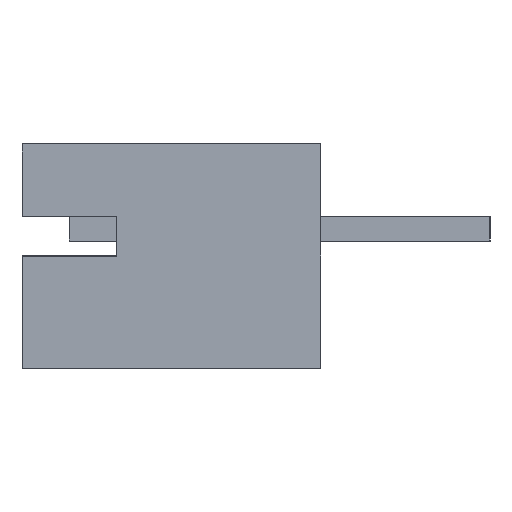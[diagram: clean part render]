
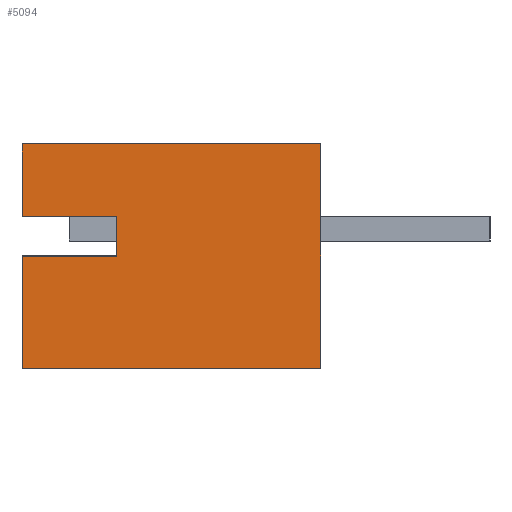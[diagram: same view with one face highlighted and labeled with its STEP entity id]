
A CAD part, left-side view. The second image highlights one B-rep face of the part: STEP entity #5094.
In plain terms, the highlighted planar face has unit normal (-1, 0, 0).
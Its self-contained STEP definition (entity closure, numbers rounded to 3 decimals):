
#410 = CARTESIAN_POINT ( 'NONE',  ( 14.95, 6., 3.05 ) ) ;
#416 = CARTESIAN_POINT ( 'NONE',  ( 14.95, 6., 4.5 ) ) ;
#443 = DIRECTION ( 'NONE',  ( 0., 0., -1. ) ) ;
#444 = VECTOR ( 'NONE', #443, 1000. ) ;
#445 = CARTESIAN_POINT ( 'NONE',  ( 14.95, 6., 3.05 ) ) ;
#446 = LINE ( 'NONE', #445, #444 ) ;
#461 = FACE_OUTER_BOUND ( 'NONE', #5041, .T. ) ;
#498 = DIRECTION ( 'NONE',  ( 0., 0., -1. ) ) ;
#499 = VECTOR ( 'NONE', #498, 1000. ) ;
#500 = CARTESIAN_POINT ( 'NONE',  ( 14.95, 6., 0. ) ) ;
#501 = LINE ( 'NONE', #500, #499 ) ;
#503 = DIRECTION ( 'NONE',  ( 0., 0., -1. ) ) ;
#504 = DIRECTION ( 'NONE',  ( 1., 0., 0. ) ) ;
#505 = CARTESIAN_POINT ( 'NONE',  ( 14.95, 6., 0. ) ) ;
#506 = AXIS2_PLACEMENT_3D ( 'NONE', #505, #504, #503 ) ;
#507 = PLANE ( 'NONE',  #506 ) ;
#526 = DIRECTION ( 'NONE',  ( 0., 1., 0. ) ) ;
#527 = VECTOR ( 'NONE', #526, 1000. ) ;
#528 = CARTESIAN_POINT ( 'NONE',  ( 14.95, 6., 2.25 ) ) ;
#529 = LINE ( 'NONE', #528, #527 ) ;
#574 = DIRECTION ( 'NONE',  ( 0., -1., 0. ) ) ;
#575 = VECTOR ( 'NONE', #574, 1000. ) ;
#576 = CARTESIAN_POINT ( 'NONE',  ( 14.95, 4.1, 3.05 ) ) ;
#577 = LINE ( 'NONE', #576, #575 ) ;
#588 = CARTESIAN_POINT ( 'NONE',  ( 14.95, 4.1, 3.05 ) ) ;
#594 = CARTESIAN_POINT ( 'NONE',  ( 14.95, 4.1, 2.25 ) ) ;
#708 = CARTESIAN_POINT ( 'NONE',  ( 14.95, 0., 0. ) ) ;
#713 = DIRECTION ( 'NONE',  ( 0., -1., 0. ) ) ;
#714 = VECTOR ( 'NONE', #713, 1000. ) ;
#715 = CARTESIAN_POINT ( 'NONE',  ( 14.95, 0., 0. ) ) ;
#716 = LINE ( 'NONE', #715, #714 ) ;
#717 = CARTESIAN_POINT ( 'NONE',  ( 14.95, 6., 0. ) ) ;
#730 = DIRECTION ( 'NONE',  ( 0., 0., -1. ) ) ;
#731 = VECTOR ( 'NONE', #730, 1000. ) ;
#732 = CARTESIAN_POINT ( 'NONE',  ( 14.95, 4.1, 2.25 ) ) ;
#733 = LINE ( 'NONE', #732, #731 ) ;
#739 = CARTESIAN_POINT ( 'NONE',  ( 14.95, 6., 2.25 ) ) ;
#3241 = EDGE_CURVE ( 'NONE', #5170, #7441, #7011, .T. ) ;
#4757 = CARTESIAN_POINT ( 'NONE',  ( 14.95, 0., 4.5 ) ) ;
#4964 = EDGE_CURVE ( 'NONE', #7441, #5063, #7271, .T. ) ;
#5041 = EDGE_LOOP ( 'NONE', ( #5095, #5096, #5097, #5098, #5099, #5100, #5101, #5083 ) ) ;
#5063 = VERTEX_POINT ( 'NONE', #416 ) ;
#5067 = VERTEX_POINT ( 'NONE', #410 ) ;
#5078 = EDGE_CURVE ( 'NONE', #5063, #5067, #446, .T. ) ;
#5083 = ORIENTED_EDGE ( 'NONE', *, *, #5102, .T. ) ;
#5094 = ADVANCED_FACE ( 'NONE', ( #461 ), #507, .F. ) ;
#5095 = ORIENTED_EDGE ( 'NONE', *, *, #5167, .T. ) ;
#5096 = ORIENTED_EDGE ( 'NONE', *, *, #3241, .T. ) ;
#5097 = ORIENTED_EDGE ( 'NONE', *, *, #4964, .T. ) ;
#5098 = ORIENTED_EDGE ( 'NONE', *, *, #5078, .T. ) ;
#5099 = ORIENTED_EDGE ( 'NONE', *, *, #5122, .T. ) ;
#5100 = ORIENTED_EDGE ( 'NONE', *, *, #5186, .T. ) ;
#5101 = ORIENTED_EDGE ( 'NONE', *, *, #5105, .T. ) ;
#5102 = EDGE_CURVE ( 'NONE', #5179, #5166, #501, .T. ) ;
#5105 = EDGE_CURVE ( 'NONE', #5113, #5179, #529, .T. ) ;
#5113 = VERTEX_POINT ( 'NONE', #594 ) ;
#5116 = VERTEX_POINT ( 'NONE', #588 ) ;
#5122 = EDGE_CURVE ( 'NONE', #5067, #5116, #577, .T. ) ;
#5166 = VERTEX_POINT ( 'NONE', #717 ) ;
#5167 = EDGE_CURVE ( 'NONE', #5166, #5170, #716, .T. ) ;
#5170 = VERTEX_POINT ( 'NONE', #708 ) ;
#5179 = VERTEX_POINT ( 'NONE', #739 ) ;
#5186 = EDGE_CURVE ( 'NONE', #5116, #5113, #733, .T. ) ;
#7008 = DIRECTION ( 'NONE',  ( 0., 0., 1. ) ) ;
#7009 = VECTOR ( 'NONE', #7008, 1000. ) ;
#7010 = CARTESIAN_POINT ( 'NONE',  ( 14.95, 0., 0. ) ) ;
#7011 = LINE ( 'NONE', #7010, #7009 ) ;
#7268 = DIRECTION ( 'NONE',  ( 0., 1., 0. ) ) ;
#7269 = VECTOR ( 'NONE', #7268, 1000. ) ;
#7270 = CARTESIAN_POINT ( 'NONE',  ( 14.95, 0., 4.5 ) ) ;
#7271 = LINE ( 'NONE', #7270, #7269 ) ;
#7441 = VERTEX_POINT ( 'NONE', #4757 ) ;
